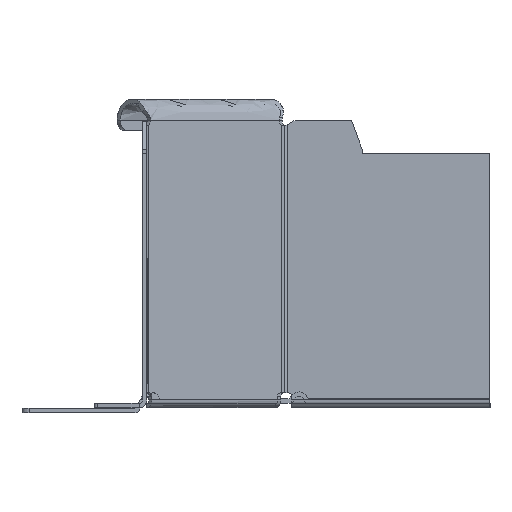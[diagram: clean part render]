
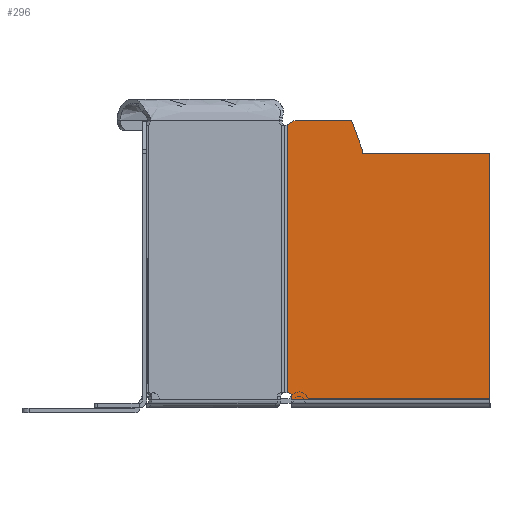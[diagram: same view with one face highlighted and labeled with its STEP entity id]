
A CAD part, front view. The second image highlights one B-rep face of the part: STEP entity #296.
In plain terms, the highlighted planar face has unit normal (0, -1, 0).
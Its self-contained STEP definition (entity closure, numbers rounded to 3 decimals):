
#296=ADVANCED_FACE('',(#698),#6304,.T.);
#698=FACE_OUTER_BOUND('',#1120,.T.);
#1120=EDGE_LOOP('',(#2596,#2597,#2598,#2599,#2600,#2601,#2602,#2603,#2604,
#2605,#2606,#2607));
#2596=ORIENTED_EDGE('',*,*,#3990,.T.);
#2597=ORIENTED_EDGE('',*,*,#3994,.T.);
#2598=ORIENTED_EDGE('',*,*,#3996,.T.);
#2599=ORIENTED_EDGE('',*,*,#4000,.T.);
#2600=ORIENTED_EDGE('',*,*,#3993,.T.);
#2601=ORIENTED_EDGE('',*,*,#3967,.F.);
#2602=ORIENTED_EDGE('',*,*,#3992,.T.);
#2603=ORIENTED_EDGE('',*,*,#3991,.T.);
#2604=ORIENTED_EDGE('',*,*,#3987,.T.);
#2605=ORIENTED_EDGE('',*,*,#3985,.T.);
#2606=ORIENTED_EDGE('',*,*,#4003,.F.);
#2607=ORIENTED_EDGE('',*,*,#3976,.T.);
#3967=EDGE_CURVE('',#5760,#5793,#5071,.T.);
#3976=EDGE_CURVE('',#5806,#5807,#5080,.T.);
#3985=EDGE_CURVE('',#5811,#5809,#5086,.T.);
#3987=EDGE_CURVE('',#5812,#5811,#4382,.T.);
#3990=EDGE_CURVE('',#5807,#5813,#5089,.T.);
#3991=EDGE_CURVE('',#5814,#5812,#5090,.T.);
#3992=EDGE_CURVE('',#5760,#5814,#5091,.T.);
#3993=EDGE_CURVE('',#5815,#5793,#5092,.T.);
#3994=EDGE_CURVE('',#5813,#5817,#5093,.T.);
#3996=EDGE_CURVE('',#5817,#5816,#5095,.T.);
#4000=EDGE_CURVE('',#5816,#5815,#4384,.T.);
#4003=EDGE_CURVE('',#5806,#5809,#5100,.T.);
#4382=(
BOUNDED_CURVE()
B_SPLINE_CURVE(2,(#14001,#14002,#14003),.UNSPECIFIED.,.F.,.F.)
B_SPLINE_CURVE_WITH_KNOTS((3,3),(0.,1.571),.UNSPECIFIED.)
CURVE()
GEOMETRIC_REPRESENTATION_ITEM()
RATIONAL_B_SPLINE_CURVE((1.,0.707,1.))
REPRESENTATION_ITEM('')
);
#4384=(
BOUNDED_CURVE()
B_SPLINE_CURVE(2,(#14029,#14030,#14031),.UNSPECIFIED.,.F.,.F.)
B_SPLINE_CURVE_WITH_KNOTS((3,3),(0.,0.611),.UNSPECIFIED.)
CURVE()
GEOMETRIC_REPRESENTATION_ITEM()
RATIONAL_B_SPLINE_CURVE((1.,0.819,1.))
REPRESENTATION_ITEM('')
);
#5071=B_SPLINE_CURVE_WITH_KNOTS('',1,(#13958,#13959),.UNSPECIFIED.,.F.,
 .F.,(2,2),(-2.58,0.),.UNSPECIFIED.);
#5080=B_SPLINE_CURVE_WITH_KNOTS('',1,(#13976,#13977),.UNSPECIFIED.,.F.,
 .F.,(2,2),(0.,45.25),.UNSPECIFIED.);
#5086=B_SPLINE_CURVE_WITH_KNOTS('',1,(#13997,#13998),.UNSPECIFIED.,.F.,
 .F.,(2,2),(-1.,0.),.UNSPECIFIED.);
#5089=B_SPLINE_CURVE_WITH_KNOTS('',1,(#14009,#14010),.UNSPECIFIED.,.F.,
 .F.,(2,2),(0.,36.5),.UNSPECIFIED.);
#5090=B_SPLINE_CURVE_WITH_KNOTS('',1,(#14011,#14012),.UNSPECIFIED.,.F.,
 .F.,(2,2),(0.,0.231),.UNSPECIFIED.);
#5091=B_SPLINE_CURVE_WITH_KNOTS('',1,(#14013,#14014),.UNSPECIFIED.,.F.,
 .F.,(2,2),(-51.459,0.),.UNSPECIFIED.);
#5092=B_SPLINE_CURVE_WITH_KNOTS('',1,(#14015,#14016),.UNSPECIFIED.,.F.,
 .F.,(2,2),(-15.754,0.),.UNSPECIFIED.);
#5093=B_SPLINE_CURVE_WITH_KNOTS('',1,(#14017,#14018),.UNSPECIFIED.,.F.,
 .F.,(2,2),(-1.258,0.),.UNSPECIFIED.);
#5095=B_SPLINE_CURVE_WITH_KNOTS('',1,(#14021,#14022),.UNSPECIFIED.,.F.,
 .F.,(2,2),(0.,8.421),.UNSPECIFIED.);
#5100=B_SPLINE_CURVE_WITH_KNOTS('',1,(#14037,#14038),.UNSPECIFIED.,.F.,
 .F.,(2,2),(0.,56.602),.UNSPECIFIED.);
#5760=VERTEX_POINT('',#13713);
#5793=VERTEX_POINT('',#13746);
#5806=VERTEX_POINT('',#13759);
#5807=VERTEX_POINT('',#13760);
#5809=VERTEX_POINT('',#13762);
#5811=VERTEX_POINT('',#13764);
#5812=VERTEX_POINT('',#13765);
#5813=VERTEX_POINT('',#13766);
#5814=VERTEX_POINT('',#13767);
#5815=VERTEX_POINT('',#13768);
#5816=VERTEX_POINT('',#13769);
#5817=VERTEX_POINT('',#13770);
#6304=PLANE('',#6597);
#6597=AXIS2_PLACEMENT_3D('',#12931,#6855,$);
#6855=DIRECTION('',(0.,-1.,0.));
#12931=CARTESIAN_POINT('',(-57.838,-301.75,1.));
#13713=CARTESIAN_POINT('',(-57.838,-301.75,79.459));
#13746=CARTESIAN_POINT('',(-55.605,-301.75,80.75));
#13759=CARTESIAN_POINT('',(0.,-301.75,1.));
#13760=CARTESIAN_POINT('',(0.,-301.75,71.25));
#13762=CARTESIAN_POINT('',(-56.602,-301.75,1.));
#13764=CARTESIAN_POINT('',(-56.605,-301.75,2.));
#13765=CARTESIAN_POINT('',(-57.605,-301.75,3.));
#13766=CARTESIAN_POINT('',(-36.5,-301.75,71.25));
#13767=CARTESIAN_POINT('',(-57.836,-301.75,3.));
#13768=CARTESIAN_POINT('',(-39.85,-301.75,80.75));
#13769=CARTESIAN_POINT('',(-39.38,-301.75,80.421));
#13770=CARTESIAN_POINT('',(-36.5,-301.75,72.508));
#13958=CARTESIAN_POINT('',(-57.838,-301.75,79.459));
#13959=CARTESIAN_POINT('',(-55.605,-301.75,80.75));
#13976=CARTESIAN_POINT('',(0.,-301.75,1.));
#13977=CARTESIAN_POINT('',(0.,-301.75,71.25));
#13997=CARTESIAN_POINT('',(-56.605,-301.75,2.));
#13998=CARTESIAN_POINT('',(-56.602,-301.75,1.));
#14001=CARTESIAN_POINT('',(-57.605,-301.75,3.));
#14002=CARTESIAN_POINT('',(-56.605,-301.75,3.));
#14003=CARTESIAN_POINT('',(-56.605,-301.75,2.));
#14009=CARTESIAN_POINT('',(0.,-301.75,71.25));
#14010=CARTESIAN_POINT('',(-36.5,-301.75,71.25));
#14011=CARTESIAN_POINT('',(-57.836,-301.75,3.));
#14012=CARTESIAN_POINT('',(-57.605,-301.75,3.));
#14013=CARTESIAN_POINT('',(-57.838,-301.75,79.459));
#14014=CARTESIAN_POINT('',(-57.836,-301.75,3.));
#14015=CARTESIAN_POINT('',(-39.85,-301.75,80.75));
#14016=CARTESIAN_POINT('',(-55.605,-301.75,80.75));
#14017=CARTESIAN_POINT('',(-36.5,-301.75,71.25));
#14018=CARTESIAN_POINT('',(-36.5,-301.75,72.508));
#14021=CARTESIAN_POINT('',(-36.5,-301.75,72.508));
#14022=CARTESIAN_POINT('',(-39.38,-301.75,80.421));
#14029=CARTESIAN_POINT('',(-39.38,-301.75,80.421));
#14030=CARTESIAN_POINT('',(-39.5,-301.75,80.75));
#14031=CARTESIAN_POINT('',(-39.85,-301.75,80.75));
#14037=CARTESIAN_POINT('',(0.,-301.75,1.));
#14038=CARTESIAN_POINT('',(-56.602,-301.75,1.));
